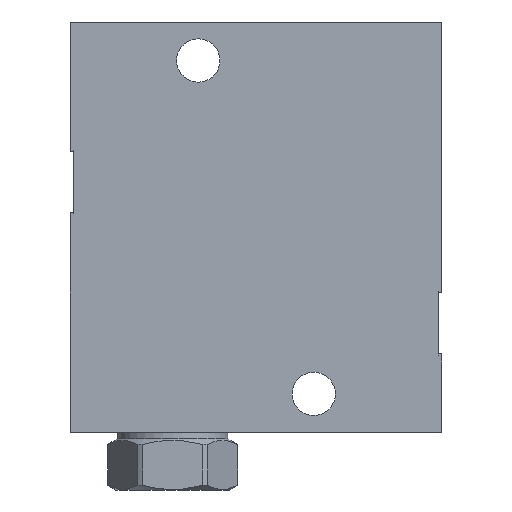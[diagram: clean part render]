
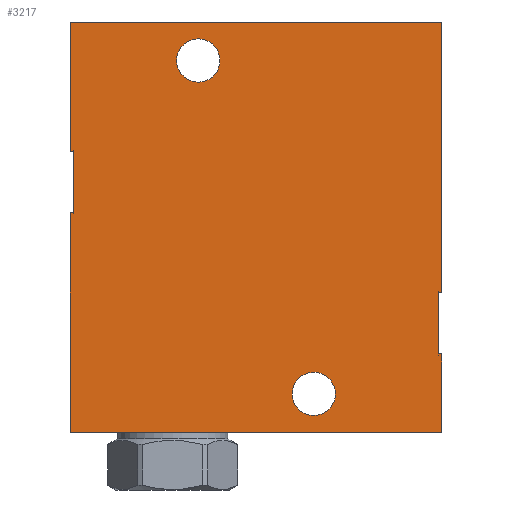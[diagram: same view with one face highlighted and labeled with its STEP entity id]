
A CAD part, front view. The second image highlights one B-rep face of the part: STEP entity #3217.
In plain terms, the highlighted planar face has unit normal (0, -1, 0).
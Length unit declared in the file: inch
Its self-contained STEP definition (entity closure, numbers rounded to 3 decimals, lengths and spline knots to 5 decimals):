
#5=DIRECTION('',(1.,0.,0.));
#6=VECTOR('',#5,3.625);
#7=CARTESIAN_POINT('',(0.,-1.5,0.));
#8=LINE('',#7,#6);
#1282=CARTESIAN_POINT('',(1.25,-1.5,3.625));
#1283=DIRECTION('',(0.,-1.,0.));
#1284=DIRECTION('',(-1.,0.,0.));
#1285=AXIS2_PLACEMENT_3D('',#1282,#1283,#1284);
#1287=CARTESIAN_POINT('',(1.25,-1.5,3.625));
#1288=DIRECTION('',(0.,-1.,0.));
#1289=DIRECTION('',(1.,0.,0.));
#1290=AXIS2_PLACEMENT_3D('',#1287,#1288,#1289);
#1292=CARTESIAN_POINT('',(2.375,-1.5,0.375));
#1293=DIRECTION('',(0.,-1.,0.));
#1294=DIRECTION('',(-1.,0.,0.));
#1295=AXIS2_PLACEMENT_3D('',#1292,#1293,#1294);
#1297=CARTESIAN_POINT('',(2.375,-1.5,0.375));
#1298=DIRECTION('',(0.,-1.,0.));
#1299=DIRECTION('',(1.,0.,0.));
#1300=AXIS2_PLACEMENT_3D('',#1297,#1298,#1299);
#1302=DIRECTION('',(0.,0.,-1.));
#1303=VECTOR('',#1302,0.59582);
#1304=CARTESIAN_POINT('',(0.032,-1.5,2.73591));
#1305=LINE('',#1304,#1303);
#1306=DIRECTION('',(1.,0.,0.));
#1307=VECTOR('',#1306,0.032);
#1308=CARTESIAN_POINT('',(0.,-1.5,2.73591));
#1309=LINE('',#1308,#1307);
#1310=DIRECTION('',(0.,0.,1.));
#1311=VECTOR('',#1310,1.26409);
#1312=CARTESIAN_POINT('',(0.,-1.5,2.73591));
#1313=LINE('',#1312,#1311);
#1314=DIRECTION('',(-1.,0.,0.));
#1315=VECTOR('',#1314,0.032);
#1316=CARTESIAN_POINT('',(3.625,-1.5,1.35991));
#1317=LINE('',#1316,#1315);
#1318=DIRECTION('',(0.,0.,-1.));
#1319=VECTOR('',#1318,0.59582);
#1320=CARTESIAN_POINT('',(3.593,-1.5,1.35991));
#1321=LINE('',#1320,#1319);
#1322=DIRECTION('',(-1.,0.,0.));
#1323=VECTOR('',#1322,0.032);
#1324=CARTESIAN_POINT('',(3.625,-1.5,0.76409));
#1325=LINE('',#1324,#1323);
#1326=DIRECTION('',(0.,0.,1.));
#1327=VECTOR('',#1326,2.14009);
#1328=CARTESIAN_POINT('',(0.,-1.5,0.));
#1329=LINE('',#1328,#1327);
#1330=DIRECTION('',(1.,0.,0.));
#1331=VECTOR('',#1330,0.032);
#1332=CARTESIAN_POINT('',(0.,-1.5,2.14009));
#1333=LINE('',#1332,#1331);
#1372=DIRECTION('',(1.,0.,0.));
#1373=VECTOR('',#1372,3.625);
#1374=CARTESIAN_POINT('',(0.,-1.5,4.));
#1375=LINE('',#1374,#1373);
#1701=DIRECTION('',(0.,0.,1.));
#1702=VECTOR('',#1701,0.76409);
#1703=CARTESIAN_POINT('',(3.625,-1.5,0.));
#1704=LINE('',#1703,#1702);
#1710=DIRECTION('',(0.,0.,1.));
#1711=VECTOR('',#1710,2.64009);
#1712=CARTESIAN_POINT('',(3.625,-1.5,1.35991));
#1713=LINE('',#1712,#1711);
#1854=CARTESIAN_POINT('',(0.,-1.5,0.));
#1856=VERTEX_POINT('',#1854);
#1857=CARTESIAN_POINT('',(3.625,-1.5,0.));
#1858=VERTEX_POINT('',#1857);
#1862=CARTESIAN_POINT('',(0.,-1.5,4.));
#1864=VERTEX_POINT('',#1862);
#1865=CARTESIAN_POINT('',(3.625,-1.5,4.));
#1866=VERTEX_POINT('',#1865);
#1966=CARTESIAN_POINT('',(3.593,-1.5,0.76409));
#1968=VERTEX_POINT('',#1966);
#1970=CARTESIAN_POINT('',(3.593,-1.5,1.35991));
#1972=VERTEX_POINT('',#1970);
#1973=CARTESIAN_POINT('',(3.625,-1.5,0.76409));
#1974=VERTEX_POINT('',#1973);
#1975=CARTESIAN_POINT('',(3.625,-1.5,1.35991));
#1976=VERTEX_POINT('',#1975);
#2019=CARTESIAN_POINT('',(1.039,-1.5,3.625));
#2020=CARTESIAN_POINT('',(1.461,-1.5,3.625));
#2021=VERTEX_POINT('',#2019);
#2022=VERTEX_POINT('',#2020);
#2027=CARTESIAN_POINT('',(2.164,-1.5,0.375));
#2028=CARTESIAN_POINT('',(2.586,-1.5,0.375));
#2029=VERTEX_POINT('',#2027);
#2030=VERTEX_POINT('',#2028);
#2050=CARTESIAN_POINT('',(0.032,-1.5,2.14009));
#2052=VERTEX_POINT('',#2050);
#2053=CARTESIAN_POINT('',(0.032,-1.5,2.73591));
#2054=VERTEX_POINT('',#2053);
#2055=CARTESIAN_POINT('',(0.,-1.5,2.73591));
#2056=VERTEX_POINT('',#2055);
#2057=CARTESIAN_POINT('',(0.,-1.5,2.14009));
#2058=VERTEX_POINT('',#2057);
#3181=CARTESIAN_POINT('',(0.,-1.5,0.));
#3182=DIRECTION('',(0.,-1.,0.));
#3183=DIRECTION('',(1.,0.,0.));
#3184=AXIS2_PLACEMENT_3D('',#3181,#3182,#3183);
#3185=PLANE('',#3184);
#3186=ORIENTED_EDGE('',*,*,#2237,.F.);
#3187=ORIENTED_EDGE('',*,*,#2219,.F.);
#3188=ORIENTED_EDGE('',*,*,#2193,.T.);
#3190=ORIENTED_EDGE('',*,*,#3189,.T.);
#3192=ORIENTED_EDGE('',*,*,#3191,.F.);
#3194=ORIENTED_EDGE('',*,*,#3193,.T.);
#3196=ORIENTED_EDGE('',*,*,#3195,.T.);
#3198=ORIENTED_EDGE('',*,*,#3197,.F.);
#3200=ORIENTED_EDGE('',*,*,#3199,.F.);
#3201=ORIENTED_EDGE('',*,*,#2152,.F.);
#3202=ORIENTED_EDGE('',*,*,#2174,.T.);
#3203=ORIENTED_EDGE('',*,*,#2205,.T.);
#3204=EDGE_LOOP('',(#3186,#3187,#3188,#3190,#3192,#3194,#3196,#3198,#3200,#3201,
#3202,#3203));
#3205=FACE_OUTER_BOUND('',#3204,.F.);
#3207=ORIENTED_EDGE('',*,*,#3206,.T.);
#3209=ORIENTED_EDGE('',*,*,#3208,.T.);
#3210=EDGE_LOOP('',(#3207,#3209));
#3211=FACE_BOUND('',#3210,.F.);
#3212=ORIENTED_EDGE('',*,*,#3171,.T.);
#3214=ORIENTED_EDGE('',*,*,#3213,.T.);
#3215=EDGE_LOOP('',(#3212,#3214));
#3216=FACE_BOUND('',#3215,.F.);
#3217=ADVANCED_FACE('',(#3205,#3211,#3216),#3185,.T.);
#1286=CIRCLE('',#1285,0.211);
#1291=CIRCLE('',#1290,0.211);
#1296=CIRCLE('',#1295,0.211);
#1301=CIRCLE('',#1300,0.211);
#2152=EDGE_CURVE('',#1856,#1858,#8,.T.);
#2174=EDGE_CURVE('',#1856,#2058,#1329,.T.);
#2193=EDGE_CURVE('',#2056,#1864,#1313,.T.);
#2205=EDGE_CURVE('',#2058,#2052,#1333,.T.);
#2219=EDGE_CURVE('',#2056,#2054,#1309,.T.);
#2237=EDGE_CURVE('',#2054,#2052,#1305,.T.);
#3171=EDGE_CURVE('',#2021,#2022,#1286,.T.);
#3189=EDGE_CURVE('',#1864,#1866,#1375,.T.);
#3191=EDGE_CURVE('',#1976,#1866,#1713,.T.);
#3193=EDGE_CURVE('',#1976,#1972,#1317,.T.);
#3195=EDGE_CURVE('',#1972,#1968,#1321,.T.);
#3197=EDGE_CURVE('',#1974,#1968,#1325,.T.);
#3199=EDGE_CURVE('',#1858,#1974,#1704,.T.);
#3206=EDGE_CURVE('',#2029,#2030,#1296,.T.);
#3208=EDGE_CURVE('',#2030,#2029,#1301,.T.);
#3213=EDGE_CURVE('',#2022,#2021,#1291,.T.);
